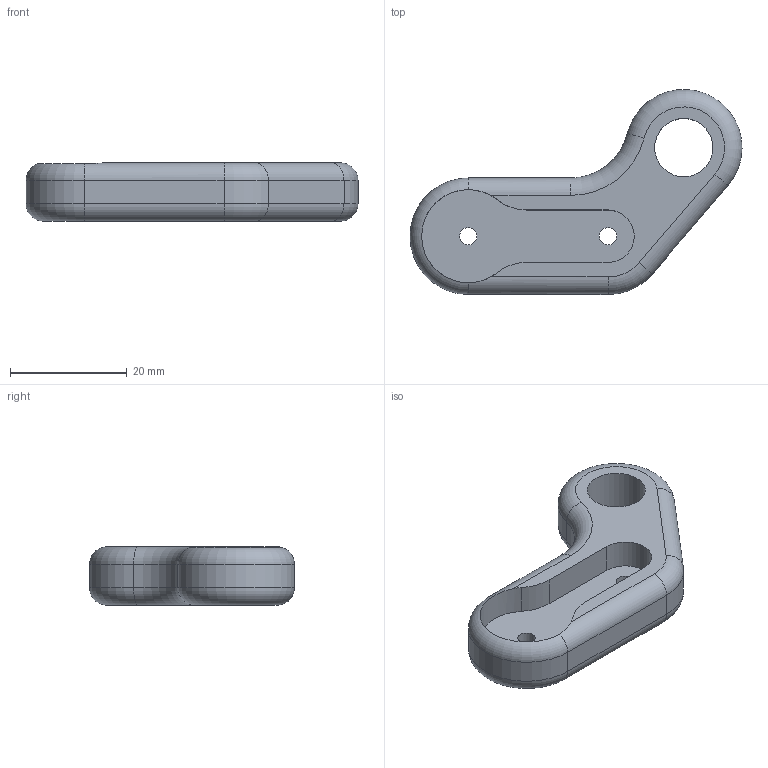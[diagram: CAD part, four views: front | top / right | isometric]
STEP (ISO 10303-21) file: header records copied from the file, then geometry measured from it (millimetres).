
FILE_DESCRIPTION(/* description */ ('STEP AP242','CAx-IF Rec.Pracs.---Representation and Presentation of Product Manufacturing Information (PMI)---4.0---2014-10-13','CAx-IF Rec.Pracs.---3D Tessellated Geometry---0.4---2014-09-14','2;1'),/* implementation_level */ '2;1');
FILE_NAME(/* name */ '66c63ead4c2e2a4146ecebe3',/* time_stamp */ '2024-08-21T19:23:25Z',/* author */ (''),/* organization */ (''),/* preprocessor_version */ 'ST-DEVELOPER v20',/* originating_system */ ' ',/* authorisation */ ' ');
FILE_SCHEMA (('AP242_MANAGED_MODEL_BASED_3D_ENGINEERING_MIM_LF { 1 0 10303 442 1 1 4 }'));
Length unit declared in the file: metre
Products named in the file (1): leverarmL_v3
Bounding box: 57 x 35.19 x 10 mm (x, y, z)
Volume: 8391.2 mm3; surface area: 4120.6 mm2
Topology: 1 solids, 1 shells, 33 faces, 79 edges, 48 vertices
Faces by surface type: cylinder 17, plane 8, torus 8
Full cylindrical faces by diameter (mm): 3 x2, 10 x1
Entity records: 989 total; most frequent: DIRECTION 187, CARTESIAN_POINT 166, ORIENTED_EDGE 152, AXIS2_PLACEMENT_3D 79, EDGE_CURVE 76, VERTEX_POINT 48, CIRCLE 45, EDGE_LOOP 42
